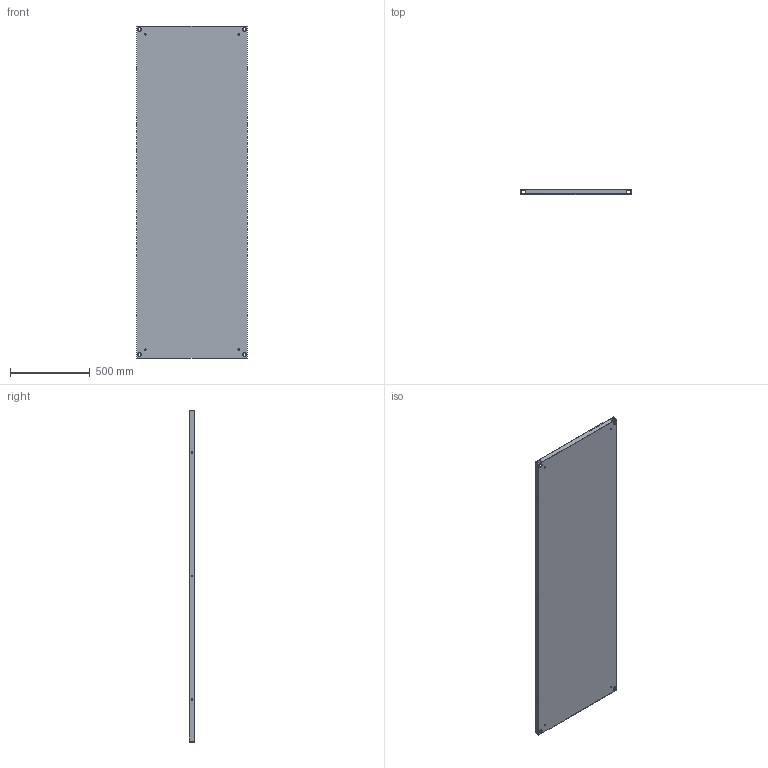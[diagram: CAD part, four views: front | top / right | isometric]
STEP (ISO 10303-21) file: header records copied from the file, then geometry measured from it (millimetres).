
FILE_DESCRIPTION (( 'STEP AP214' ), '1' );
FILE_NAME ('PNA228.STEP', '2025-05-28T13:47:15', ( '' ), ( '' ), 'SwSTEP 2.0', 'SolidWorks 2024', '' );
FILE_SCHEMA (( 'AUTOMOTIVE_DESIGN' ));
Length unit declared in the file: millimetre
Products named in the file (1): PNA228
Bounding box: 690 x 32.5 x 2080 mm (x, y, z)
Volume: 4259426.6 mm3; surface area: 3423932.2 mm2
Topology: 1 solids, 1 shells, 94 faces, 242 edges, 152 vertices
Faces by surface type: plane 64, cylinder 30
Full cylindrical faces by diameter (mm): 9 x4, 9.5 x6, 24 x4
Entity records: 2831 total; most frequent: CARTESIAN_POINT 491, DIRECTION 462, ORIENTED_EDGE 448, EDGE_CURVE 224, VECTOR 160, LINE 160, EDGE_LOOP 154, AXIS2_PLACEMENT_3D 151
